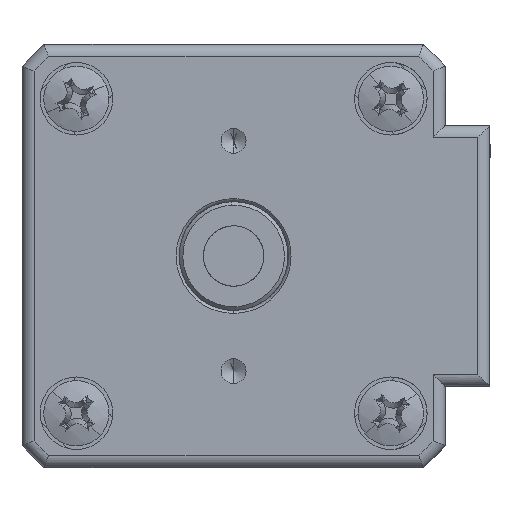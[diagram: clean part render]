
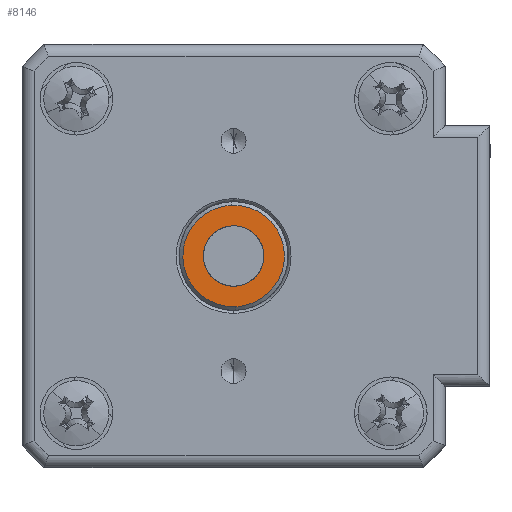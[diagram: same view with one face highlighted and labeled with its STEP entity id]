
A CAD part, front view. The second image highlights one B-rep face of the part: STEP entity #8146.
In plain terms, the highlighted planar face has unit normal (0, -1, 0).
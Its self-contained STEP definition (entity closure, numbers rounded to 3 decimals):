
#340 = DIRECTION ( 'NONE',  ( -0.044, 0., 0.999 ) ) ;
#716 = AXIS2_PLACEMENT_3D ( 'NONE', #1602, #6849, #2329 ) ;
#752 = EDGE_LOOP ( 'NONE', ( #5177, #3421 ) ) ;
#1425 = CARTESIAN_POINT ( 'NONE',  ( -51.115, 3.154, 16.502 ) ) ;
#1602 = CARTESIAN_POINT ( 'NONE',  ( -51.225, 3.154, 19. ) ) ;
#1618 = AXIS2_PLACEMENT_3D ( 'NONE', #9270, #4901, #340 ) ;
#2329 = DIRECTION ( 'NONE',  ( -0.044, 0., 0.999 ) ) ;
#2779 = CARTESIAN_POINT ( 'NONE',  ( -46.729, 3.154, 19.199 ) ) ;
#2952 = AXIS2_PLACEMENT_3D ( 'NONE', #2779, #3584, #8750 ) ;
#3093 = CARTESIAN_POINT ( 'NONE',  ( -51.225, 3.154, 19. ) ) ;
#3276 = VERTEX_POINT ( 'NONE', #1425 ) ;
#3421 = ORIENTED_EDGE ( 'NONE', *, *, #9520, .T. ) ;
#3537 = VERTEX_POINT ( 'NONE', #5470 ) ;
#3584 = DIRECTION ( 'NONE',  ( 0., 1., 0. ) ) ;
#3726 = VERTEX_POINT ( 'NONE', #8583 ) ;
#3893 = DIRECTION ( 'NONE',  ( -0.044, 0., 0.999 ) ) ;
#4175 = FACE_OUTER_BOUND ( 'NONE', #8844, .T. ) ;
#4322 = CARTESIAN_POINT ( 'NONE',  ( -51.225, 3.154, 19. ) ) ;
#4479 = AXIS2_PLACEMENT_3D ( 'NONE', #4322, #9469, #5079 ) ;
#4589 = CARTESIAN_POINT ( 'NONE',  ( -51.335, 3.154, 21.498 ) ) ;
#4651 = CIRCLE ( 'NONE', #4479, 2.5 ) ;
#4680 = EDGE_CURVE ( 'NONE', #6682, #3276, #4651, .T. ) ;
#4901 = DIRECTION ( 'NONE',  ( 0., -1., 0. ) ) ;
#5079 = DIRECTION ( 'NONE',  ( -0.044, 0., 0.999 ) ) ;
#5177 = ORIENTED_EDGE ( 'NONE', *, *, #4680, .T. ) ;
#5332 = ORIENTED_EDGE ( 'NONE', *, *, #5487, .T. ) ;
#5392 = AXIS2_PLACEMENT_3D ( 'NONE', #3093, #8284, #3893 ) ;
#5470 = CARTESIAN_POINT ( 'NONE',  ( -51.04, 3.154, 14.804 ) ) ;
#5487 = EDGE_CURVE ( 'NONE', #3726, #3537, #6895, .T. ) ;
#5912 = CIRCLE ( 'NONE', #716, 4.2 ) ;
#6682 = VERTEX_POINT ( 'NONE', #4589 ) ;
#6849 = DIRECTION ( 'NONE',  ( 0., -1., 0. ) ) ;
#6895 = CIRCLE ( 'NONE', #1618, 4.2 ) ;
#7984 = PLANE ( 'NONE',  #2952 ) ;
#8146 = ADVANCED_FACE ( 'NONE', ( #4175, #8289 ), #7984, .F. ) ;
#8284 = DIRECTION ( 'NONE',  ( 0., 1., 0. ) ) ;
#8289 = FACE_BOUND ( 'NONE', #752, .T. ) ;
#8305 = ORIENTED_EDGE ( 'NONE', *, *, #9081, .T. ) ;
#8583 = CARTESIAN_POINT ( 'NONE',  ( -51.411, 3.154, 23.196 ) ) ;
#8750 = DIRECTION ( 'NONE',  ( -0.044, 0., 0.999 ) ) ;
#8844 = EDGE_LOOP ( 'NONE', ( #5332, #8305 ) ) ;
#9081 = EDGE_CURVE ( 'NONE', #3537, #3726, #5912, .T. ) ;
#9270 = CARTESIAN_POINT ( 'NONE',  ( -51.225, 3.154, 19. ) ) ;
#9469 = DIRECTION ( 'NONE',  ( 0., 1., 0. ) ) ;
#9520 = EDGE_CURVE ( 'NONE', #3276, #6682, #9570, .T. ) ;
#9570 = CIRCLE ( 'NONE', #5392, 2.5 ) ;
